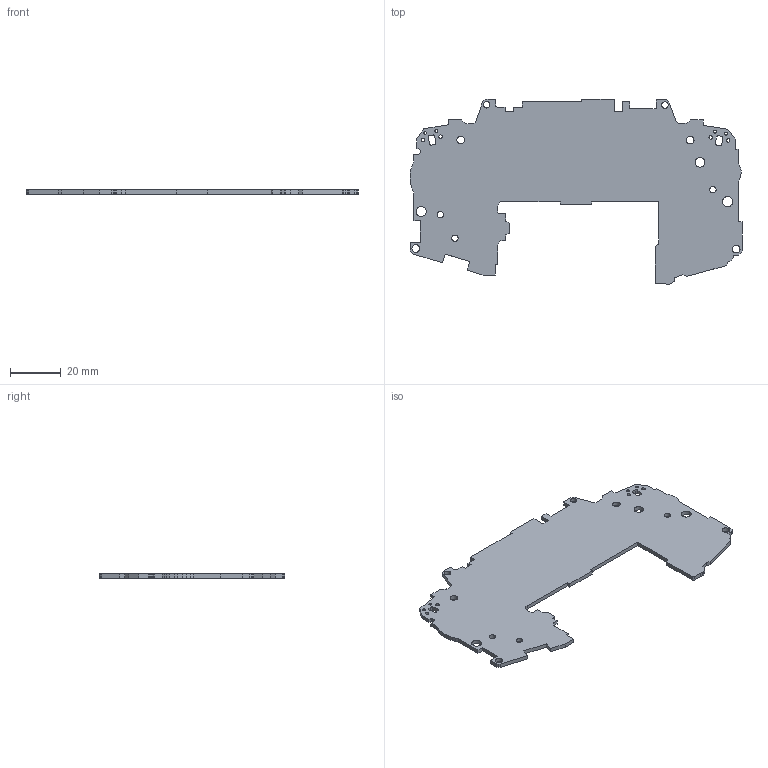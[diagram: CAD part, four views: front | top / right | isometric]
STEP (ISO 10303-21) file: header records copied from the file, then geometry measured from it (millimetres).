
FILE_DESCRIPTION(('KiCad electronic assembly'),'2;1');
FILE_NAME('GBA_EMU.step','2019-04-05T19:11:18',('An Author'),( 'A Company'),'Open CASCADE STEP processor 6.9', 'KiCad to STEP converter','Unknown');
FILE_SCHEMA(('AUTOMOTIVE_DESIGN { 1 0 10303 214 1 1 1 1 }'));
Length unit declared in the file: millimetre
Products named in the file (2): Open CASCADE STEP translator 6.9 1; COMPOUND
Assembly tree (1 placements, depth 2):
  Open CASCADE STEP translator 6.9 1
    COMPOUND
Bounding box: 130.69 x 72.92 x 1.6 mm (x, y, z)
Volume: 9789.9 mm3; surface area: 13292.9 mm2
Topology: 1 solids, 1 shells, 188 faces, 558 edges, 372 vertices
Faces by surface type: plane 156, cylinder 32
Full cylindrical faces by diameter (mm): 1.1 x4, 1.4 x4, 2.5 x3, 2.54 x2, 3 x4, 3.8 x1, 4 x2
Entity records: 13807 total; most frequent: CARTESIAN_POINT 2620, DIRECTION 2054, LINE 1546, VECTOR 1546, ORIENTED_EDGE 1116, PCURVE 1116, DEFINITIONAL_REPRESENTATION 1116, EDGE_CURVE 558
